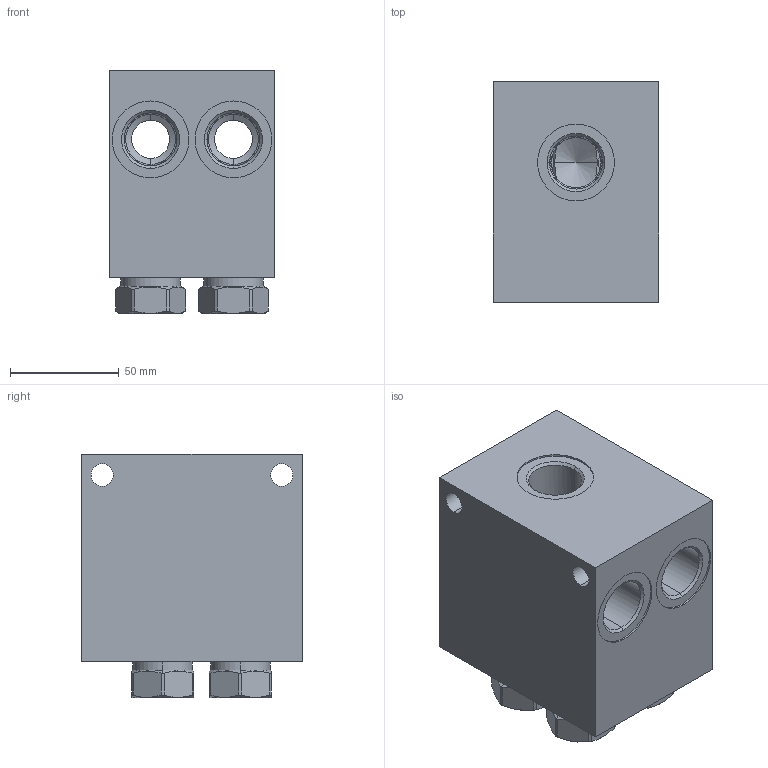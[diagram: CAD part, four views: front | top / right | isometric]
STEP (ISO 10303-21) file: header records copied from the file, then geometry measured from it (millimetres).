
FILE_DESCRIPTION((''),'2;1');
FILE_NAME('BPW_ASM','2019-07-11T',('ProEService'),(''),'PRO/ENGINEER BY PARAMETRIC TECHNOLOGY CORPORATION, 2014200','PRO/ENGINEER BY PARAMETRIC TECHNOLOGY CORPORATION, 2014200','');
FILE_SCHEMA(('CONFIG_CONTROL_DESIGN'));
Length unit declared in the file: inch
Products named in the file (4): 150-053-008; CXFAXAN; CXEDXAN; BPW_ASM
Assembly tree (5 placements, depth 2):
  BPW_ASM
    150-053-008
    CXFAXAN  x2
    CXEDXAN  x2
Bounding box: 76.2 x 101.6 x 111.91 mm (x, y, z)
Volume: 600360.9 mm3; surface area: 119023 mm2
Topology: 13 solids, 15 shells, 741 faces, 2105 edges, 1585 vertices
Faces by surface type: cylinder 310, cone 148, plane 147, torus 96, revolution 32, sphere 8
Entity records: 19448 total; most frequent: CARTESIAN_POINT 6304, DIRECTION 2843, ORIENTED_EDGE 2228, EDGE_CURVE 1114, AXIS2_PLACEMENT_3D 1037, VECTOR 753, LINE 753, VERTEX_POINT 677
